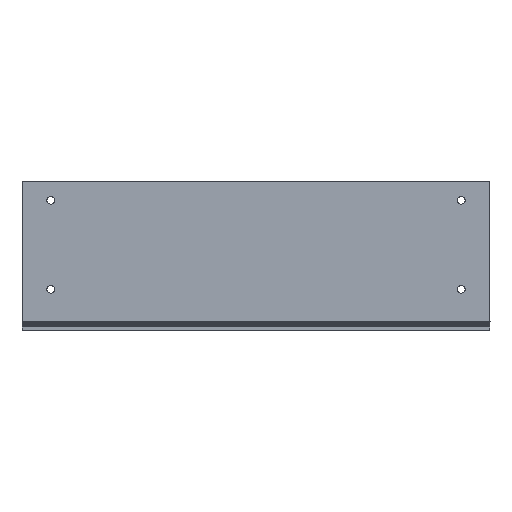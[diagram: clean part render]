
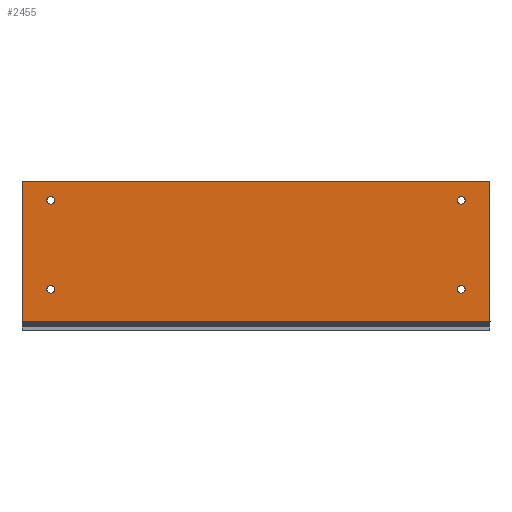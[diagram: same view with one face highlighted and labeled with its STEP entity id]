
A CAD part, left-side view. The second image highlights one B-rep face of the part: STEP entity #2455.
In plain terms, the highlighted face is planar.
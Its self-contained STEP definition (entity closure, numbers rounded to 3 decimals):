
#2204=VERTEX_POINT('',#2205);
#2205=CARTESIAN_POINT('',(-122.0,0.0,0.0));
#2222=VERTEX_POINT('',#2223);
#2223=CARTESIAN_POINT('',(-122.0,73.0,0.0));
#2229=EDGE_CURVE('',#2222,#2204,#2230,.F.);
#2230=LINE('',#2231,#2232);
#2231=CARTESIAN_POINT('',(-122.0,0.0,0.0));
#2232=VECTOR('',#2233,1.0);
#2233=DIRECTION('',(0.0,1.0,0.0));
#2253=VERTEX_POINT('',#2254);
#2254=CARTESIAN_POINT('',(122.0,73.0,0.0));
#2260=EDGE_CURVE('',#2253,#2222,#2261,.F.);
#2261=LINE('',#2262,#2263);
#2262=CARTESIAN_POINT('',(-122.0,73.0,0.0));
#2263=VECTOR('',#2264,1.0);
#2264=DIRECTION('',(1.0,0.0,0.0));
#2284=VERTEX_POINT('',#2285);
#2285=CARTESIAN_POINT('',(122.0,0.0,0.0));
#2291=EDGE_CURVE('',#2284,#2253,#2292,.F.);
#2292=LINE('',#2293,#2294);
#2293=CARTESIAN_POINT('',(122.0,73.0,0.0));
#2294=VECTOR('',#2295,1.0);
#2295=DIRECTION('',(0.0,-1.0,0.0));
#2313=EDGE_CURVE('',#2204,#2284,#2314,.F.);
#2314=LINE('',#2315,#2316);
#2315=CARTESIAN_POINT('',(122.0,0.0,0.0));
#2316=VECTOR('',#2317,1.0);
#2317=DIRECTION('',(-1.0,0.0,0.0));
#2330=VERTEX_POINT('',#2331);
#2331=CARTESIAN_POINT('',(-105.0,16.6,0.0));
#2345=EDGE_CURVE('',#2330,#2330,#2346,.F.);
#2346=CIRCLE('',#2347,2.0);
#2347=AXIS2_PLACEMENT_3D('',#2348,#2349,#2350);
#2348=CARTESIAN_POINT('',(-107.0,16.6,0.0));
#2349=DIRECTION('',(0.0,0.0,1.0));
#2350=DIRECTION('',(1.0,0.0,0.0));
#2363=VERTEX_POINT('',#2364);
#2364=CARTESIAN_POINT('',(-105.0,63.0,0.0));
#2378=EDGE_CURVE('',#2363,#2363,#2379,.F.);
#2379=CIRCLE('',#2380,2.0);
#2380=AXIS2_PLACEMENT_3D('',#2381,#2382,#2383);
#2381=CARTESIAN_POINT('',(-107.0,63.0,0.0));
#2382=DIRECTION('',(0.0,0.0,1.0));
#2383=DIRECTION('',(1.0,0.0,0.0));
#2396=VERTEX_POINT('',#2397);
#2397=CARTESIAN_POINT('',(109.0,16.6,0.0));
#2411=EDGE_CURVE('',#2396,#2396,#2412,.F.);
#2412=CIRCLE('',#2413,2.0);
#2413=AXIS2_PLACEMENT_3D('',#2414,#2415,#2416);
#2414=CARTESIAN_POINT('',(107.0,16.6,0.0));
#2415=DIRECTION('',(0.0,0.0,1.0));
#2416=DIRECTION('',(1.0,0.0,0.0));
#2429=VERTEX_POINT('',#2430);
#2430=CARTESIAN_POINT('',(109.0,63.0,0.0));
#2444=EDGE_CURVE('',#2429,#2429,#2445,.F.);
#2445=CIRCLE('',#2446,2.0);
#2446=AXIS2_PLACEMENT_3D('',#2447,#2448,#2449);
#2447=CARTESIAN_POINT('',(107.0,63.0,0.0));
#2448=DIRECTION('',(0.0,0.0,1.0));
#2449=DIRECTION('',(1.0,0.0,0.0));
#2455=ADVANCED_FACE('',(#2456,#2462,#2465,#2468,#2471),#2474,.F.);
#2456=FACE_BOUND('',#2457,.T.);
#2457=EDGE_LOOP('',(#2458,#2459,#2460,#2461));
#2458=ORIENTED_EDGE('',*,*,#2229,.F.);
#2459=ORIENTED_EDGE('',*,*,#2260,.F.);
#2460=ORIENTED_EDGE('',*,*,#2291,.F.);
#2461=ORIENTED_EDGE('',*,*,#2313,.F.);
#2462=FACE_BOUND('',#2463,.T.);
#2463=EDGE_LOOP('',(#2464));
#2464=ORIENTED_EDGE('',*,*,#2345,.F.);
#2465=FACE_BOUND('',#2466,.T.);
#2466=EDGE_LOOP('',(#2467));
#2467=ORIENTED_EDGE('',*,*,#2378,.F.);
#2468=FACE_BOUND('',#2469,.T.);
#2469=EDGE_LOOP('',(#2470));
#2470=ORIENTED_EDGE('',*,*,#2411,.F.);
#2471=FACE_BOUND('',#2472,.T.);
#2472=EDGE_LOOP('',(#2473));
#2473=ORIENTED_EDGE('',*,*,#2444,.F.);
#2474=PLANE('',#2475);
#2475=AXIS2_PLACEMENT_3D('',#2476,#2477,#2478);
#2476=CARTESIAN_POINT('',(-122.0,0.0,0.0));
#2477=DIRECTION('',(0.0,0.0,1.0));
#2478=DIRECTION('',(1.0,0.0,0.0));
